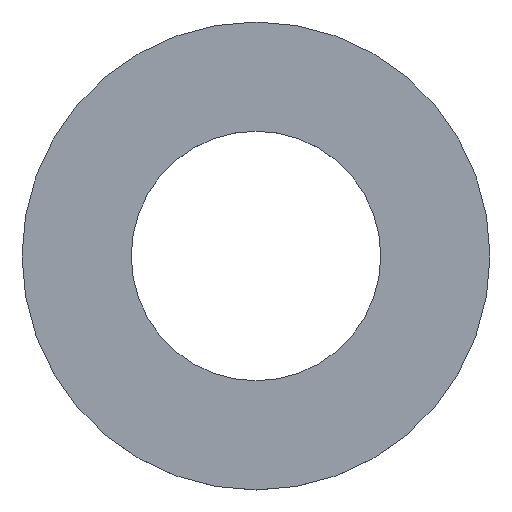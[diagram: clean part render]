
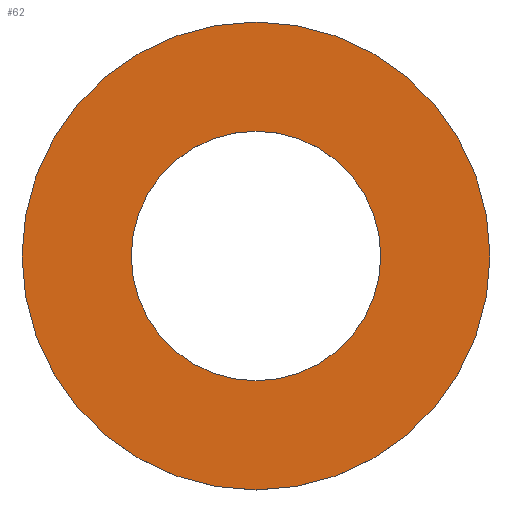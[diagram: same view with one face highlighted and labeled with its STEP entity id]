
A CAD part, top view. The second image highlights one B-rep face of the part: STEP entity #62.
In plain terms, the highlighted planar face has unit normal (0, 0, 1).
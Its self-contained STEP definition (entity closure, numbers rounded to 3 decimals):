
#15=FACE_BOUND('',#25,.T.);
#17=PLANE('',#82);
#20=FACE_OUTER_BOUND('',#24,.T.);
#24=EDGE_LOOP('',(#51));
#25=EDGE_LOOP('',(#52));
#34=CIRCLE('',#81,1.6);
#35=CIRCLE('',#83,3.);
#38=VERTEX_POINT('',#111);
#39=VERTEX_POINT('',#115);
#43=EDGE_CURVE('',#38,#38,#34,.T.);
#44=EDGE_CURVE('',#39,#39,#35,.T.);
#51=ORIENTED_EDGE('',*,*,#44,.F.);
#52=ORIENTED_EDGE('',*,*,#43,.F.);
#62=ADVANCED_FACE('',(#20,#15),#17,.T.);
#81=AXIS2_PLACEMENT_3D('',#113,#94,#95);
#82=AXIS2_PLACEMENT_3D('',#114,#96,#97);
#83=AXIS2_PLACEMENT_3D('',#116,#98,#99);
#94=DIRECTION('center_axis',(0.,0.,1.));
#95=DIRECTION('ref_axis',(-1.,0.,0.));
#96=DIRECTION('center_axis',(0.,0.,1.));
#97=DIRECTION('ref_axis',(1.,0.,0.));
#98=DIRECTION('center_axis',(0.,0.,-1.));
#99=DIRECTION('ref_axis',(-1.,0.,0.));
#111=CARTESIAN_POINT('',(-1.6,0.,0.2));
#113=CARTESIAN_POINT('Origin',(0.,0.,0.2));
#114=CARTESIAN_POINT('Origin',(0.,0.,0.2));
#115=CARTESIAN_POINT('',(-3.,0.,0.2));
#116=CARTESIAN_POINT('Origin',(0.,0.,0.2));
